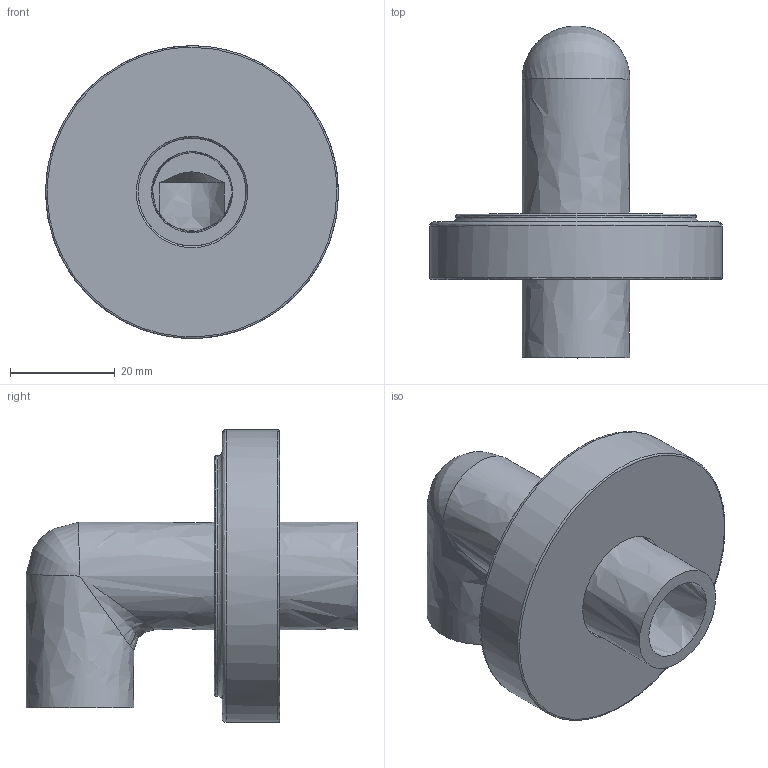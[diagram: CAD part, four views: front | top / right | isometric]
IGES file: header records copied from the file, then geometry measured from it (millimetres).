
Global section: file name: V764; native system: Autodesk Inventor 2016; preprocessor: unknown; author: adaniels; date: 20160411.092014; units: millimetre
Bounding box: 56 x 63.5 x 55.97 mm (x, y, z)
Volume: 36760.2 mm3; surface area: 17296.3 mm2
Topology: 3 solids, 3 shells, 30 faces, 85 edges, 60 vertices
Faces by surface type: bspline 30
